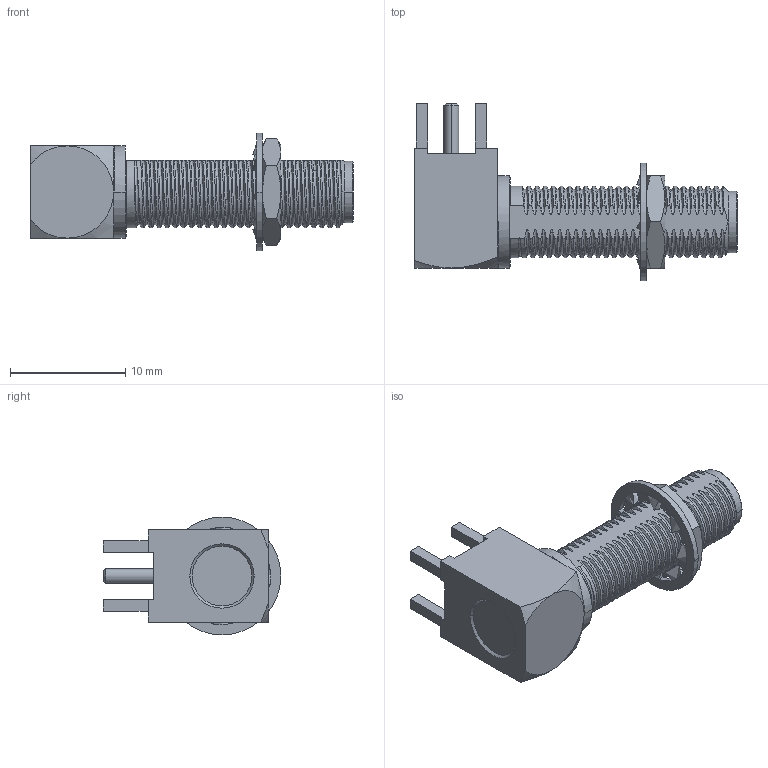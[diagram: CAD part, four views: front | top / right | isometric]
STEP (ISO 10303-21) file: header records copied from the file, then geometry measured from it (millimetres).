
FILE_DESCRIPTION((''),'2;1');
FILE_NAME('132203-16_SW0002','2020-05-12T18:09:57',('Viji'),(''),'CREO PARAMETRIC BY PTC INC, 2019444','CREO PARAMETRIC BY PTC INC, 2019444','');
FILE_SCHEMA(('CONFIG_CONTROL_DESIGN'));
Length unit declared in the file: millimetre
Products named in the file (1): 132203-16_SW0002
Bounding box: 28 x 15.4 x 10.2 mm (x, y, z)
Volume: 1199.9 mm3; surface area: 1262.3 mm2
Topology: 1 solids, 1 shells, 293 faces, 880 edges, 577 vertices
Faces by surface type: bspline 134, plane 67, cylinder 53, cone 39
Entity records: 23989 total; most frequent: CARTESIAN_POINT 17188, ORIENTED_EDGE 1760, EDGE_CURVE 880, DIRECTION 867, VERTEX_POINT 577, B_SPLINE_CURVE_WITH_KNOTS 440, VECTOR 331, LINE 331
